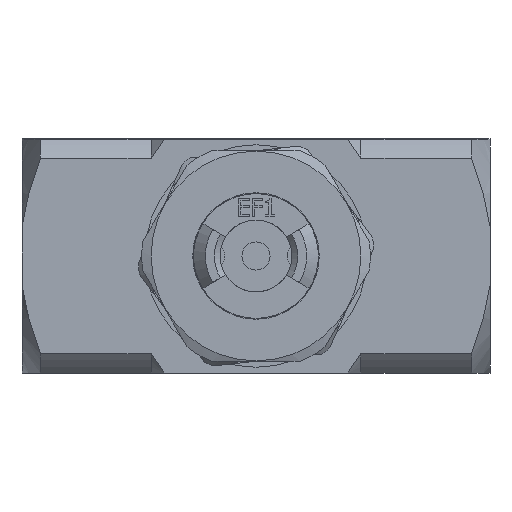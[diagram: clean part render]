
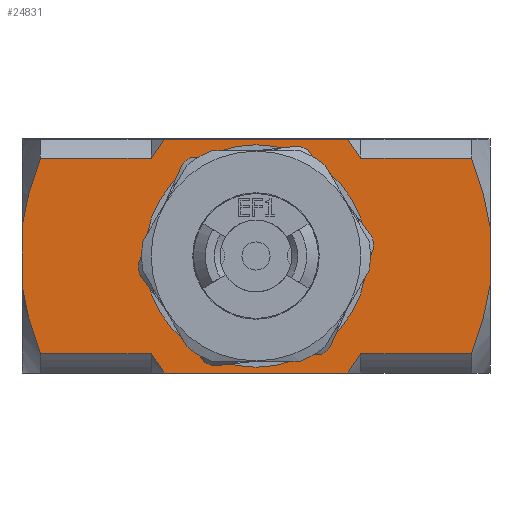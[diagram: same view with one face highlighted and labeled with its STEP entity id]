
A CAD part, front view. The second image highlights one B-rep face of the part: STEP entity #24831.
In plain terms, the highlighted planar face has unit normal (0, -1, 0).
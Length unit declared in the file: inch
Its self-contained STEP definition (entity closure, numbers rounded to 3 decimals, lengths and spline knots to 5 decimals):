
#601=FACE_BOUND('',#2424,.T.);
#782=CIRCLE('',#26333,0.297);
#936=(
BOUNDED_CURVE()
B_SPLINE_CURVE(2,(#32521,#32522,#32523),.UNSPECIFIED.,.F.,.F.)
B_SPLINE_CURVE_WITH_KNOTS((3,3),(0.93423,1.1413),
 .UNSPECIFIED.)
CURVE()
GEOMETRIC_REPRESENTATION_ITEM()
RATIONAL_B_SPLINE_CURVE((1.017,1.01,1.))
REPRESENTATION_ITEM('')
);
#937=(
BOUNDED_CURVE()
B_SPLINE_CURVE(2,(#32527,#32528,#32529),.UNSPECIFIED.,.F.,.F.)
B_SPLINE_CURVE_WITH_KNOTS((3,3),(0.,0.48194),.UNSPECIFIED.)
CURVE()
GEOMETRIC_REPRESENTATION_ITEM()
RATIONAL_B_SPLINE_CURVE((1.,1.033,1.))
REPRESENTATION_ITEM('')
);
#938=(
BOUNDED_CURVE()
B_SPLINE_CURVE(2,(#32533,#32534,#32535),.UNSPECIFIED.,.F.,.F.)
B_SPLINE_CURVE_WITH_KNOTS((3,3),(0.,0.48194),.UNSPECIFIED.)
CURVE()
GEOMETRIC_REPRESENTATION_ITEM()
RATIONAL_B_SPLINE_CURVE((1.,1.033,1.))
REPRESENTATION_ITEM('')
);
#939=(
BOUNDED_CURVE()
B_SPLINE_CURVE(2,(#32539,#32540,#32541),.UNSPECIFIED.,.F.,.F.)
B_SPLINE_CURVE_WITH_KNOTS((3,3),(0.,0.20739),.UNSPECIFIED.)
CURVE()
GEOMETRIC_REPRESENTATION_ITEM()
RATIONAL_B_SPLINE_CURVE((1.,1.01,1.017))
REPRESENTATION_ITEM('')
);
#940=(
BOUNDED_CURVE()
B_SPLINE_CURVE(2,(#32545,#32546,#32547),.UNSPECIFIED.,.F.,.F.)
B_SPLINE_CURVE_WITH_KNOTS((3,3),(0.93391,1.1413),
 .UNSPECIFIED.)
CURVE()
GEOMETRIC_REPRESENTATION_ITEM()
RATIONAL_B_SPLINE_CURVE((1.017,1.01,1.))
REPRESENTATION_ITEM('')
);
#941=(
BOUNDED_CURVE()
B_SPLINE_CURVE(2,(#32550,#32551,#32552),.UNSPECIFIED.,.F.,.F.)
B_SPLINE_CURVE_WITH_KNOTS((3,3),(0.,0.48194),.UNSPECIFIED.)
CURVE()
GEOMETRIC_REPRESENTATION_ITEM()
RATIONAL_B_SPLINE_CURVE((1.,1.033,1.))
REPRESENTATION_ITEM('')
);
#942=(
BOUNDED_CURVE()
B_SPLINE_CURVE(2,(#32554,#32555,#32556),.UNSPECIFIED.,.F.,.F.)
B_SPLINE_CURVE_WITH_KNOTS((3,3),(0.,0.48194),.UNSPECIFIED.)
CURVE()
GEOMETRIC_REPRESENTATION_ITEM()
RATIONAL_B_SPLINE_CURVE((1.,1.033,1.))
REPRESENTATION_ITEM('')
);
#943=(
BOUNDED_CURVE()
B_SPLINE_CURVE(2,(#32560,#32561,#32562),.UNSPECIFIED.,.F.,.F.)
B_SPLINE_CURVE_WITH_KNOTS((3,3),(0.,0.20707),.UNSPECIFIED.)
CURVE()
GEOMETRIC_REPRESENTATION_ITEM()
RATIONAL_B_SPLINE_CURVE((1.,1.01,1.017))
REPRESENTATION_ITEM('')
);
#1000=FACE_OUTER_BOUND('',#2423,.T.);
#2423=EDGE_LOOP('',(#16477,#16478,#16479,#16480,#16481,#16482,#16483,#16484,
#16485,#16486,#16487,#16488,#16489,#16490,#16491,#16492));
#2424=EDGE_LOOP('',(#16493));
#4028=LINE('',#32488,#6665);
#4032=LINE('',#32525,#6669);
#4033=LINE('',#32531,#6670);
#4034=LINE('',#32537,#6671);
#4035=LINE('',#32543,#6672);
#4036=LINE('',#32549,#6673);
#4037=LINE('',#32558,#6674);
#4038=LINE('',#32563,#6675);
#6665=VECTOR('',#27499,0.3937);
#6669=VECTOR('',#27509,0.3937);
#6670=VECTOR('',#27510,0.3937);
#6671=VECTOR('',#27511,0.3937);
#6672=VECTOR('',#27512,0.3937);
#6673=VECTOR('',#27513,0.3937);
#6674=VECTOR('',#27514,0.3937);
#6675=VECTOR('',#27515,0.3937);
#10199=VERTEX_POINT('',#32476);
#10204=VERTEX_POINT('',#32486);
#10213=VERTEX_POINT('',#32519);
#10214=VERTEX_POINT('',#32520);
#10215=VERTEX_POINT('',#32524);
#10216=VERTEX_POINT('',#32526);
#10217=VERTEX_POINT('',#32530);
#10218=VERTEX_POINT('',#32532);
#10219=VERTEX_POINT('',#32536);
#10220=VERTEX_POINT('',#32538);
#10221=VERTEX_POINT('',#32542);
#10222=VERTEX_POINT('',#32544);
#10223=VERTEX_POINT('',#32548);
#10224=VERTEX_POINT('',#32553);
#10225=VERTEX_POINT('',#32557);
#10226=VERTEX_POINT('',#32559);
#10227=VERTEX_POINT('',#32564);
#12722=EDGE_CURVE('',#10204,#10199,#4028,.T.);
#12731=EDGE_CURVE('',#10213,#10214,#936,.T.);
#12732=EDGE_CURVE('',#10214,#10215,#4032,.T.);
#12733=EDGE_CURVE('',#10215,#10216,#937,.T.);
#12734=EDGE_CURVE('',#10217,#10216,#4033,.T.);
#12735=EDGE_CURVE('',#10217,#10218,#938,.T.);
#12736=EDGE_CURVE('',#10218,#10219,#4034,.T.);
#12737=EDGE_CURVE('',#10219,#10220,#939,.T.);
#12738=EDGE_CURVE('',#10221,#10220,#4035,.T.);
#12739=EDGE_CURVE('',#10221,#10222,#940,.T.);
#12740=EDGE_CURVE('',#10222,#10223,#4036,.T.);
#12741=EDGE_CURVE('',#10223,#10199,#941,.T.);
#12742=EDGE_CURVE('',#10204,#10224,#942,.T.);
#12743=EDGE_CURVE('',#10224,#10225,#4037,.T.);
#12744=EDGE_CURVE('',#10225,#10226,#943,.T.);
#12745=EDGE_CURVE('',#10213,#10226,#4038,.T.);
#12746=EDGE_CURVE('',#10227,#10227,#782,.T.);
#16477=ORIENTED_EDGE('',*,*,#12731,.T.);
#16478=ORIENTED_EDGE('',*,*,#12732,.T.);
#16479=ORIENTED_EDGE('',*,*,#12733,.T.);
#16480=ORIENTED_EDGE('',*,*,#12734,.F.);
#16481=ORIENTED_EDGE('',*,*,#12735,.T.);
#16482=ORIENTED_EDGE('',*,*,#12736,.T.);
#16483=ORIENTED_EDGE('',*,*,#12737,.T.);
#16484=ORIENTED_EDGE('',*,*,#12738,.F.);
#16485=ORIENTED_EDGE('',*,*,#12739,.T.);
#16486=ORIENTED_EDGE('',*,*,#12740,.T.);
#16487=ORIENTED_EDGE('',*,*,#12741,.T.);
#16488=ORIENTED_EDGE('',*,*,#12722,.F.);
#16489=ORIENTED_EDGE('',*,*,#12742,.T.);
#16490=ORIENTED_EDGE('',*,*,#12743,.T.);
#16491=ORIENTED_EDGE('',*,*,#12744,.T.);
#16492=ORIENTED_EDGE('',*,*,#12745,.F.);
#16493=ORIENTED_EDGE('',*,*,#12746,.T.);
#23931=PLANE('',#26332);
#24831=ADVANCED_FACE('',(#1000,#601),#23931,.T.);
#26332=AXIS2_PLACEMENT_3D('',#32518,#27507,#27508);
#26333=AXIS2_PLACEMENT_3D('',#32565,#27516,#27517);
#27499=DIRECTION('',(0.,0.,1.));
#27507=DIRECTION('center_axis',(0.,-1.,0.));
#27508=DIRECTION('ref_axis',(0.,0.,-1.));
#27509=DIRECTION('',(1.,0.,0.));
#27510=DIRECTION('',(0.,0.,-1.));
#27511=DIRECTION('',(-1.,0.,0.));
#27512=DIRECTION('',(1.,0.,0.));
#27513=DIRECTION('',(-1.,0.,0.));
#27514=DIRECTION('',(1.,0.,0.));
#27515=DIRECTION('',(-1.,0.,0.));
#27516=DIRECTION('center_axis',(0.,1.,0.));
#27517=DIRECTION('ref_axis',(-1.,0.,0.));
#32476=CARTESIAN_POINT('',(-0.625,-0.3125,0.07776));
#32486=CARTESIAN_POINT('',(-0.625,-0.3125,-0.07785));
#32488=CARTESIAN_POINT('',(-0.625,-0.3125,-0.3125));
#32518=CARTESIAN_POINT('Origin',(0.,-0.3125,0.3125));
#32519=CARTESIAN_POINT('',(0.24512,-0.3125,-0.3125));
#32520=CARTESIAN_POINT('',(0.28,-0.3125,-0.26084));
#32521=CARTESIAN_POINT('Ctrl Pts',(0.24512,-0.3125,-0.3125));
#32522=CARTESIAN_POINT('Ctrl Pts',(0.26413,-0.3125,-0.28561));
#32523=CARTESIAN_POINT('Ctrl Pts',(0.28,-0.3125,-0.26084));
#32524=CARTESIAN_POINT('',(0.57593,-0.3125,-0.26084));
#32525=CARTESIAN_POINT('',(0.42796,-0.3125,-0.26084));
#32526=CARTESIAN_POINT('',(0.625,-0.3125,-0.07785));
#32527=CARTESIAN_POINT('Ctrl Pts',(0.57593,-0.3125,-0.26084));
#32528=CARTESIAN_POINT('Ctrl Pts',(0.61372,-0.3125,-0.15868));
#32529=CARTESIAN_POINT('Ctrl Pts',(0.625,-0.3125,-0.07785));
#32530=CARTESIAN_POINT('',(0.625,-0.3125,0.07776));
#32531=CARTESIAN_POINT('',(0.625,-0.3125,-0.3125));
#32532=CARTESIAN_POINT('',(0.57593,-0.3125,0.26076));
#32533=CARTESIAN_POINT('Ctrl Pts',(0.625,-0.3125,0.07776));
#32534=CARTESIAN_POINT('Ctrl Pts',(0.61372,-0.3125,0.15859));
#32535=CARTESIAN_POINT('Ctrl Pts',(0.57593,-0.3125,0.26076));
#32536=CARTESIAN_POINT('',(0.28,-0.3125,0.26076));
#32537=CARTESIAN_POINT('',(0.42796,-0.3125,0.26076));
#32538=CARTESIAN_POINT('',(0.24506,-0.3125,0.3125));
#32539=CARTESIAN_POINT('Ctrl Pts',(0.28,-0.3125,0.26076));
#32540=CARTESIAN_POINT('Ctrl Pts',(0.26411,-0.3125,0.28557));
#32541=CARTESIAN_POINT('Ctrl Pts',(0.24506,-0.3125,0.3125));
#32542=CARTESIAN_POINT('',(-0.24506,-0.3125,0.3125));
#32543=CARTESIAN_POINT('',(0.,-0.3125,0.3125));
#32544=CARTESIAN_POINT('',(-0.28,-0.3125,0.26076));
#32545=CARTESIAN_POINT('Ctrl Pts',(-0.24506,-0.3125,0.3125));
#32546=CARTESIAN_POINT('Ctrl Pts',(-0.26411,-0.3125,0.28557));
#32547=CARTESIAN_POINT('Ctrl Pts',(-0.28,-0.3125,0.26076));
#32548=CARTESIAN_POINT('',(-0.57593,-0.3125,0.26076));
#32549=CARTESIAN_POINT('',(-0.42796,-0.3125,0.26076));
#32550=CARTESIAN_POINT('Ctrl Pts',(-0.57593,-0.3125,0.26076));
#32551=CARTESIAN_POINT('Ctrl Pts',(-0.61372,-0.3125,0.15859));
#32552=CARTESIAN_POINT('Ctrl Pts',(-0.625,-0.3125,0.07776));
#32553=CARTESIAN_POINT('',(-0.57593,-0.3125,-0.26084));
#32554=CARTESIAN_POINT('Ctrl Pts',(-0.625,-0.3125,-0.07785));
#32555=CARTESIAN_POINT('Ctrl Pts',(-0.61372,-0.3125,-0.15868));
#32556=CARTESIAN_POINT('Ctrl Pts',(-0.57593,-0.3125,-0.26084));
#32557=CARTESIAN_POINT('',(-0.28,-0.3125,-0.26084));
#32558=CARTESIAN_POINT('',(-0.42796,-0.3125,-0.26084));
#32559=CARTESIAN_POINT('',(-0.24512,-0.3125,-0.3125));
#32560=CARTESIAN_POINT('Ctrl Pts',(-0.28,-0.3125,-0.26084));
#32561=CARTESIAN_POINT('Ctrl Pts',(-0.26413,-0.3125,-0.28561));
#32562=CARTESIAN_POINT('Ctrl Pts',(-0.24512,-0.3125,-0.3125));
#32563=CARTESIAN_POINT('',(0.,-0.3125,-0.3125));
#32564=CARTESIAN_POINT('',(0.297,-0.3125,0.));
#32565=CARTESIAN_POINT('Origin',(0.,-0.3125,0.));
